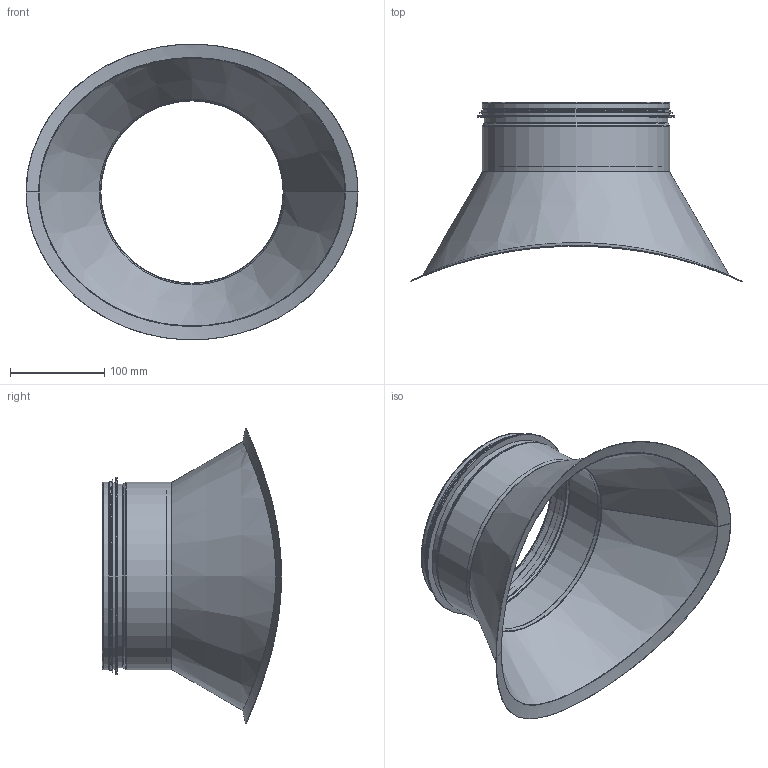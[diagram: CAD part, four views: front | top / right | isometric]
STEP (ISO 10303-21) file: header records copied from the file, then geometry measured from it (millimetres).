
FILE_DESCRIPTION((''),'2;1');
FILE_NAME('HPSR_800-200.stp','2014-02-24T12:54:08',(''),(''),'Autodesk Inventor 2013','Autodesk Inventor 2013','');
FILE_SCHEMA(('AUTOMOTIVE_DESIGN { 1 2 10303 214 0 1 1 1 }'));
Length unit declared in the file: millimetre
Products named in the file (5): HPSR_800-200; HPSRKonadRörämne_800-200; Stos-200; StosRörämne-200; 999006
Assembly tree (4 placements, depth 3):
  HPSR_800-200
    HPSRKonadRörämne_800-200
    Stos-200
      StosRörämne-200
      999006
Bounding box: 351.89 x 189.85 x 313.5 mm (x, y, z)
Volume: 96954.2 mm3; surface area: 336238.9 mm2
Topology: 3 solids, 3 shells, 81 faces, 161 edges, 89 vertices
Faces by surface type: plane 35, torus 16, cylinder 14, bspline 8, cone 8
Full cylindrical faces by diameter (mm): 193.15 x1, 194.15 x1, 195.35 x1, 196.95 x1, 197.95 x6, 198.95 x2, 204.35 x1, 209.35 x1
Entity records: 3773 total; most frequent: CARTESIAN_POINT 1942, DIRECTION 359, ORIENTED_EDGE 294, AXIS2_PLACEMENT_3D 148, EDGE_CURVE 147, EDGE_LOOP 100, VERTEX_POINT 89, STYLED_ITEM 84
